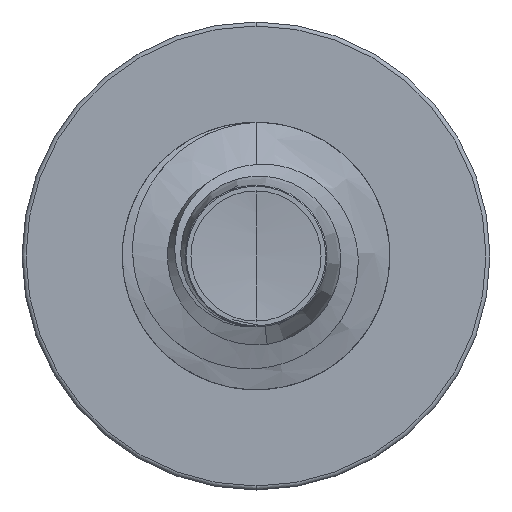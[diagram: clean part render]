
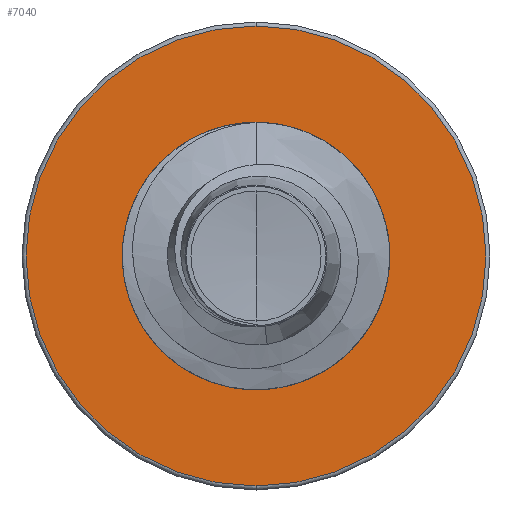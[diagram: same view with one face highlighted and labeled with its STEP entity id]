
A CAD part, front view. The second image highlights one B-rep face of the part: STEP entity #7040.
In plain terms, the highlighted planar face has unit normal (0, -1, 0).
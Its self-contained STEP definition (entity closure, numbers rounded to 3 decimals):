
#722 = VERTEX_POINT ( 'NONE', #8498 ) ;
#935 = ORIENTED_EDGE ( 'NONE', *, *, #23287, .T. ) ;
#937 = DIRECTION ( 'NONE',  ( 0., 0., 1. ) ) ;
#2239 = AXIS2_PLACEMENT_3D ( 'NONE', #23759, #12913, #25485 ) ;
#2254 = DIRECTION ( 'NONE',  ( 0., 1., 0. ) ) ;
#2369 = AXIS2_PLACEMENT_3D ( 'NONE', #24956, #14326, #937 ) ;
#2812 = AXIS2_PLACEMENT_3D ( 'NONE', #3473, #18171, #5859 ) ;
#3224 = VERTEX_POINT ( 'NONE', #12101 ) ;
#3238 = AXIS2_PLACEMENT_3D ( 'NONE', #15448, #2254, #17242 ) ;
#3473 = CARTESIAN_POINT ( 'NONE',  ( 0., 30., 0. ) ) ;
#4210 = DIRECTION ( 'NONE',  ( 0., 0., 1. ) ) ;
#5859 = DIRECTION ( 'NONE',  ( 0., 0., 1. ) ) ;
#7040 = ADVANCED_FACE ( 'NONE', ( #14274, #12372 ), #15082, .F. ) ;
#8083 = EDGE_LOOP ( 'NONE', ( #935, #9629 ) ) ;
#8114 = VERTEX_POINT ( 'NONE', #13468 ) ;
#8498 = CARTESIAN_POINT ( 'NONE',  ( 0., 30., 3.694 ) ) ;
#9629 = ORIENTED_EDGE ( 'NONE', *, *, #22781, .T. ) ;
#9933 = CARTESIAN_POINT ( 'NONE',  ( 0., 30., -3.694 ) ) ;
#11361 = VERTEX_POINT ( 'NONE', #9933 ) ;
#11947 = EDGE_LOOP ( 'NONE', ( #12739, #21172 ) ) ;
#12101 = CARTESIAN_POINT ( 'NONE',  ( 0., 30., 6.88 ) ) ;
#12372 = FACE_BOUND ( 'NONE', #8083, .T. ) ;
#12739 = ORIENTED_EDGE ( 'NONE', *, *, #24175, .F. ) ;
#12913 = DIRECTION ( 'NONE',  ( 0., 1., 0. ) ) ;
#13468 = CARTESIAN_POINT ( 'NONE',  ( 0., 30., -6.88 ) ) ;
#14274 = FACE_OUTER_BOUND ( 'NONE', #11947, .T. ) ;
#14326 = DIRECTION ( 'NONE',  ( 0., 1., 0. ) ) ;
#15082 = PLANE ( 'NONE',  #20568 ) ;
#15448 = CARTESIAN_POINT ( 'NONE',  ( 0., 30., 0. ) ) ;
#16928 = DIRECTION ( 'NONE',  ( 0., 1., 0. ) ) ;
#17242 = DIRECTION ( 'NONE',  ( 0., 0., 1. ) ) ;
#18171 = DIRECTION ( 'NONE',  ( 0., 1., 0. ) ) ;
#18654 = CARTESIAN_POINT ( 'NONE',  ( 0., 30., -3.694 ) ) ;
#19394 = CIRCLE ( 'NONE', #2239, 6.88 ) ;
#20568 = AXIS2_PLACEMENT_3D ( 'NONE', #18654, #16928, #4210 ) ;
#21172 = ORIENTED_EDGE ( 'NONE', *, *, #23859, .F. ) ;
#22103 = CIRCLE ( 'NONE', #2812, 3.694 ) ;
#22781 = EDGE_CURVE ( 'NONE', #11361, #722, #24789, .T. ) ;
#23287 = EDGE_CURVE ( 'NONE', #722, #11361, #22103, .T. ) ;
#23759 = CARTESIAN_POINT ( 'NONE',  ( 0., 30., 0. ) ) ;
#23859 = EDGE_CURVE ( 'NONE', #8114, #3224, #25055, .T. ) ;
#24175 = EDGE_CURVE ( 'NONE', #3224, #8114, #19394, .T. ) ;
#24789 = CIRCLE ( 'NONE', #3238, 3.694 ) ;
#24956 = CARTESIAN_POINT ( 'NONE',  ( 0., 30., 0. ) ) ;
#25055 = CIRCLE ( 'NONE', #2369, 6.88 ) ;
#25485 = DIRECTION ( 'NONE',  ( 0., 0., 1. ) ) ;
